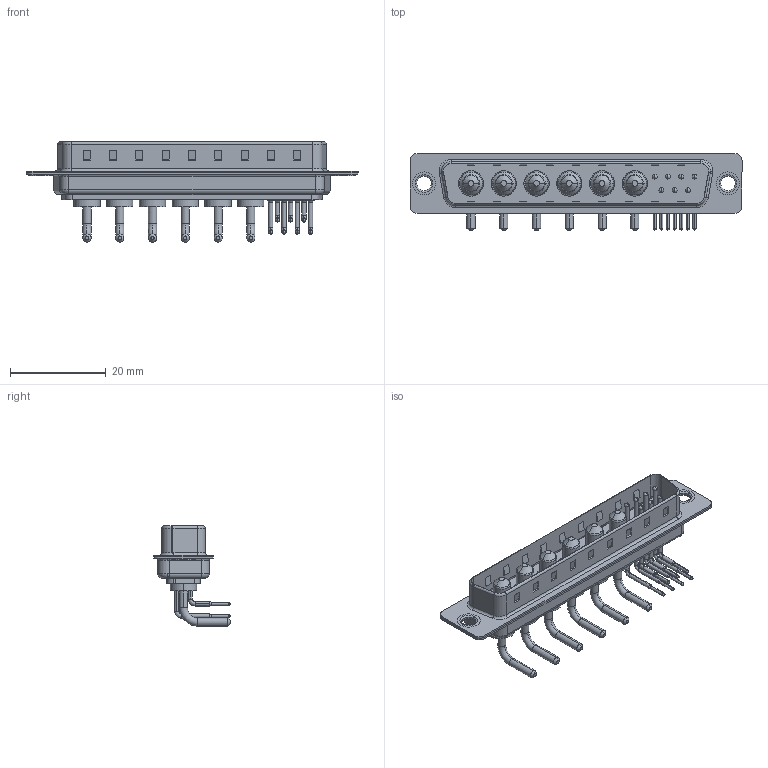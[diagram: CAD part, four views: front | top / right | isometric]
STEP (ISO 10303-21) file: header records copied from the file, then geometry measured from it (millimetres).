
FILE_DESCRIPTION (( 'STEP AP203' ), '1' );
FILE_NAME ('629-13W6640-1T1.STEP', '2022-05-14T16:57:47', ( '' ), ( '' ), 'SwSTEP 2.0', 'SolidWorks 2020', '' );
FILE_SCHEMA (( 'CONFIG_CONTROL_DESIGN' ));
Length unit declared in the file: millimetre
Products named in the file (8): 629Combo Housing_13W6; 629Combo Shell Rear_37 Contacts; 629-13W6640-1T1; 629Combo Contact Row 1; Power Pin_10A RA; 629Combo Thru Hole Rivet; 629Combo Shell Front_37 Contacts; 629Combo Contact Row 2
Assembly tree (18 placements, depth 2):
  629-13W6640-1T1
    629Combo Housing_13W6
    629Combo Shell Rear_37 Contacts
    629Combo Shell Front_37 Contacts
    629Combo Thru Hole Rivet  x2
    Power Pin_10A RA  x6
    629Combo Contact Row 1  x4
    629Combo Contact Row 2  x3
Bounding box: 69.4 x 16.05 x 20.95 mm (x, y, z)
Volume: 4221.8 mm3; surface area: 9433.2 mm2
Topology: 24 solids, 24 shells, 1414 faces, 3705 edges, 2368 vertices
Faces by surface type: plane 711, cylinder 503, torus 82, cone 70, bspline 48
Entity records: 22660 total; most frequent: CARTESIAN_POINT 3939, DIRECTION 3804, ORIENTED_EDGE 3578, EDGE_CURVE 1789, AXIS2_PLACEMENT_3D 1332, VERTEX_POINT 1148, LINE 1140, VECTOR 1140
